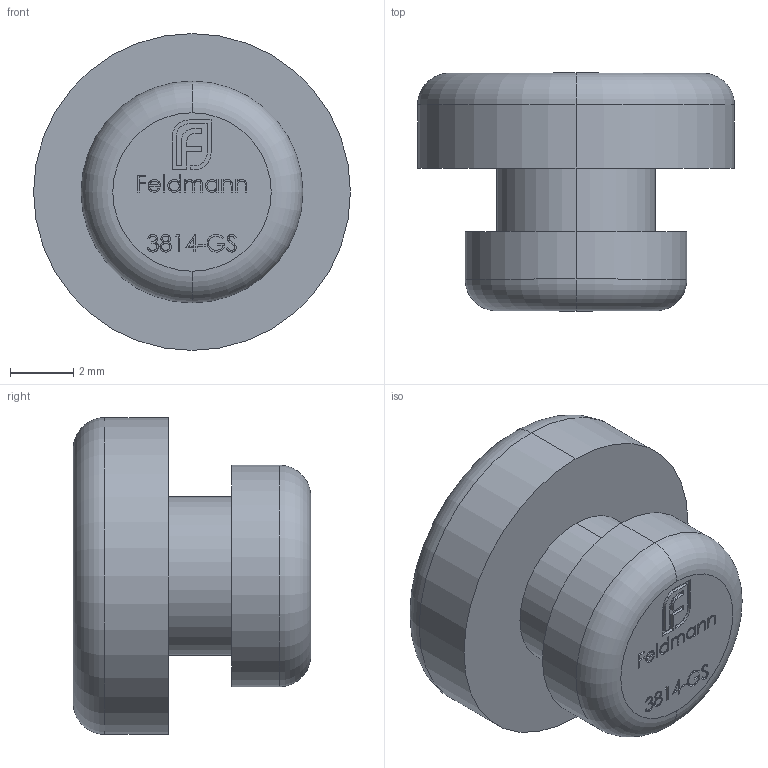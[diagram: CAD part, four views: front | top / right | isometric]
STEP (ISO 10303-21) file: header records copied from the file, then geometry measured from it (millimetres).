
FILE_DESCRIPTION (( 'STEP AP203' ), '1' );
FILE_NAME ('3814-GS.STEP', '2022-02-18T11:36:33', ( '' ), ( '' ), 'SwSTEP 2.0', 'SolidWorks 2018', '' );
FILE_SCHEMA (( 'CONFIG_CONTROL_DESIGN' ));
Length unit declared in the file: millimetre
Products named in the file (2): 3814-GS
Bounding box: 10 x 7.5 x 10 mm (x, y, z)
Volume: 360.1 mm3; surface area: 356.3 mm2
Topology: 1 solids, 1 shells, 267 faces, 719 edges, 478 vertices
Faces by surface type: plane 134, bspline 123, cylinder 6, torus 4
Entity records: 13978 total; most frequent: CARTESIAN_POINT 7949, ORIENTED_EDGE 1438, DIRECTION 785, EDGE_CURVE 719, VERTEX_POINT 478, VECTOR 453, LINE 453, EDGE_LOOP 291
